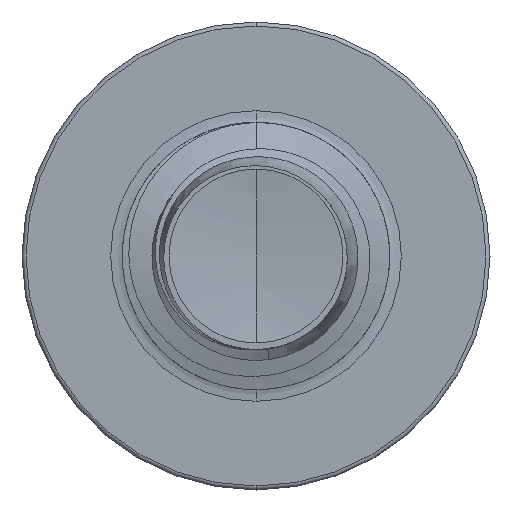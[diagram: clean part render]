
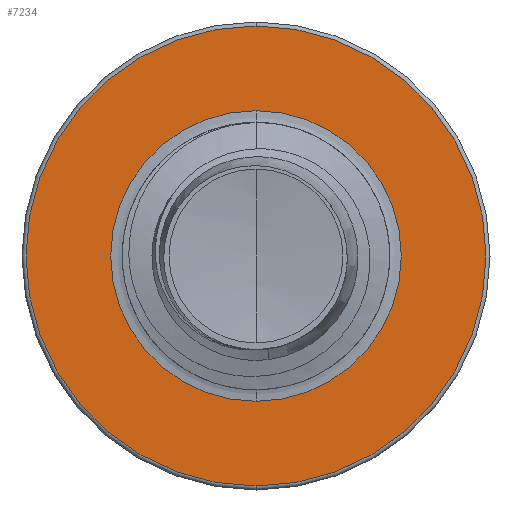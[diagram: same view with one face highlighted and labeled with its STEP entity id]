
A CAD part, front view. The second image highlights one B-rep face of the part: STEP entity #7234.
In plain terms, the highlighted planar face has unit normal (0, -1, 0).
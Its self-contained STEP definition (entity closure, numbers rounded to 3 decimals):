
#263 = CARTESIAN_POINT ( 'NONE',  ( 0., 7., -2.174 ) ) ;
#2103 = EDGE_CURVE ( 'NONE', #5272, #12248, #10452, .T. ) ;
#2594 = DIRECTION ( 'NONE',  ( 0., 0., 1. ) ) ;
#2927 = EDGE_CURVE ( 'NONE', #6753, #12039, #15089, .T. ) ;
#4241 = AXIS2_PLACEMENT_3D ( 'NONE', #10620, #10606, #10605 ) ;
#4679 = CARTESIAN_POINT ( 'NONE',  ( 0., 7., 0. ) ) ;
#5272 = VERTEX_POINT ( 'NONE', #263 ) ;
#6083 = DIRECTION ( 'NONE',  ( 0., 0., 1. ) ) ;
#6249 = DIRECTION ( 'NONE',  ( 0., 1., 0. ) ) ;
#6753 = VERTEX_POINT ( 'NONE', #9136 ) ;
#6793 = DIRECTION ( 'NONE',  ( 0., 0., 1. ) ) ;
#6795 = DIRECTION ( 'NONE',  ( 0., 1., 0. ) ) ;
#6808 = CARTESIAN_POINT ( 'NONE',  ( 0., 7., 0. ) ) ;
#6898 = CIRCLE ( 'NONE', #8800, 2.174 ) ;
#6958 = EDGE_LOOP ( 'NONE', ( #10276, #10397 ) ) ;
#7234 = ADVANCED_FACE ( 'NONE', ( #8859, #11835 ), #13436, .F. ) ;
#8052 = AXIS2_PLACEMENT_3D ( 'NONE', #6808, #6795, #6793 ) ;
#8127 = ORIENTED_EDGE ( 'NONE', *, *, #2927, .F. ) ;
#8360 = EDGE_CURVE ( 'NONE', #12248, #5272, #6898, .T. ) ;
#8412 = EDGE_CURVE ( 'NONE', #12039, #6753, #12644, .T. ) ;
#8800 = AXIS2_PLACEMENT_3D ( 'NONE', #4679, #13024, #6083 ) ;
#8859 = FACE_OUTER_BOUND ( 'NONE', #9753, .T. ) ;
#9136 = CARTESIAN_POINT ( 'NONE',  ( 0., 7., 3.44 ) ) ;
#9753 = EDGE_LOOP ( 'NONE', ( #8127, #11272 ) ) ;
#9999 = AXIS2_PLACEMENT_3D ( 'NONE', #15700, #10344, #2594 ) ;
#10276 = ORIENTED_EDGE ( 'NONE', *, *, #8360, .T. ) ;
#10344 = DIRECTION ( 'NONE',  ( 0., 1., 0. ) ) ;
#10397 = ORIENTED_EDGE ( 'NONE', *, *, #2103, .T. ) ;
#10452 = CIRCLE ( 'NONE', #4241, 2.174 ) ;
#10605 = DIRECTION ( 'NONE',  ( 0., 0., 1. ) ) ;
#10606 = DIRECTION ( 'NONE',  ( 0., 1., 0. ) ) ;
#10620 = CARTESIAN_POINT ( 'NONE',  ( 0., 7., 0. ) ) ;
#10672 = CARTESIAN_POINT ( 'NONE',  ( 0., 7., 2.174 ) ) ;
#11272 = ORIENTED_EDGE ( 'NONE', *, *, #8412, .F. ) ;
#11526 = AXIS2_PLACEMENT_3D ( 'NONE', #13141, #6249, #14102 ) ;
#11835 = FACE_BOUND ( 'NONE', #6958, .T. ) ;
#12039 = VERTEX_POINT ( 'NONE', #12862 ) ;
#12248 = VERTEX_POINT ( 'NONE', #10672 ) ;
#12644 = CIRCLE ( 'NONE', #11526, 3.44 ) ;
#12862 = CARTESIAN_POINT ( 'NONE',  ( 0., 7., -3.44 ) ) ;
#13024 = DIRECTION ( 'NONE',  ( 0., 1., 0. ) ) ;
#13141 = CARTESIAN_POINT ( 'NONE',  ( 0., 7., 0. ) ) ;
#13436 = PLANE ( 'NONE',  #9999 ) ;
#14102 = DIRECTION ( 'NONE',  ( 0., 0., 1. ) ) ;
#15089 = CIRCLE ( 'NONE', #8052, 3.44 ) ;
#15700 = CARTESIAN_POINT ( 'NONE',  ( 0., 7., -2.174 ) ) ;
